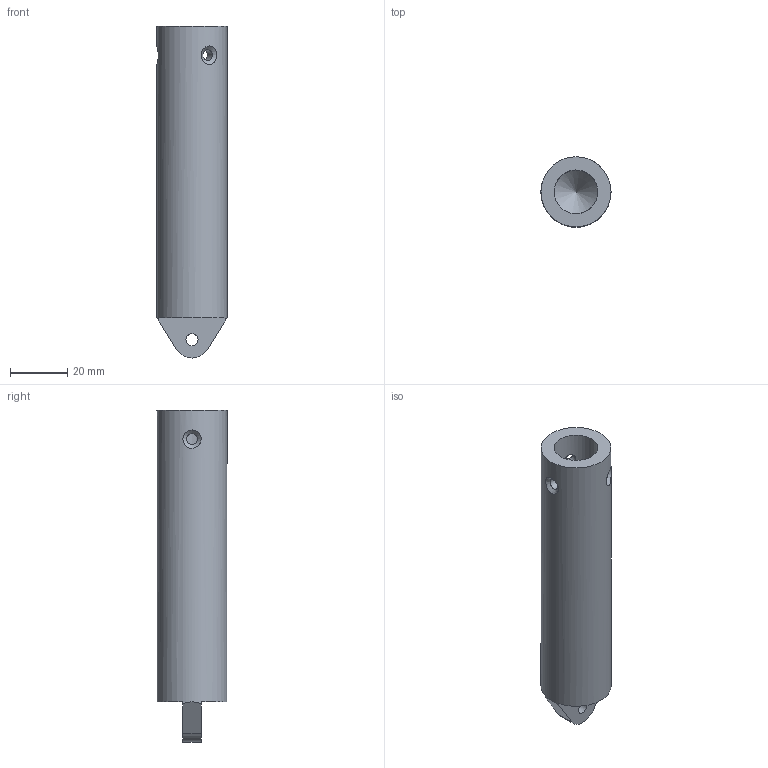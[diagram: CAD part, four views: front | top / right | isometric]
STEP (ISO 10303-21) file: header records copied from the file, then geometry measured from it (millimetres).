
FILE_DESCRIPTION(/* description */ (''),/* implementation_level */ '2;1');
FILE_NAME(/* name */ 'Stroke.stp',/* time_stamp */ '2025-05-18T22:23:08-04:00',/* author */ ('alexa'),/* organization */ (''),/* preprocessor_version */ 'ST-DEVELOPER v20',/* originating_system */ 'Autodesk Inventor 2025',/* authorisation */ '');
FILE_SCHEMA (('AUTOMOTIVE_DESIGN { 1 0 10303 214 3 1 1 }'));
Length unit declared in the file: inch
Products named in the file (1): Stroke
Bounding box: 24.38 x 24.38 x 115.57 mm (x, y, z)
Volume: 37925 mm3; surface area: 12126.1 mm2
Topology: 1 solids, 1 shells, 18 faces, 52 edges, 34 vertices
Faces by surface type: cylinder 7, plane 7, bspline 3, cone 1
Full cylindrical faces by diameter (mm): 3.861 x3, 4.191 x1, 15.24 x1, 24.384 x1
Entity records: 1279 total; most frequent: CARTESIAN_POINT 774, ORIENTED_EDGE 102, DIRECTION 80, EDGE_CURVE 51, VERTEX_POINT 34, AXIS2_PLACEMENT_3D 28, EDGE_LOOP 25, LINE 24
